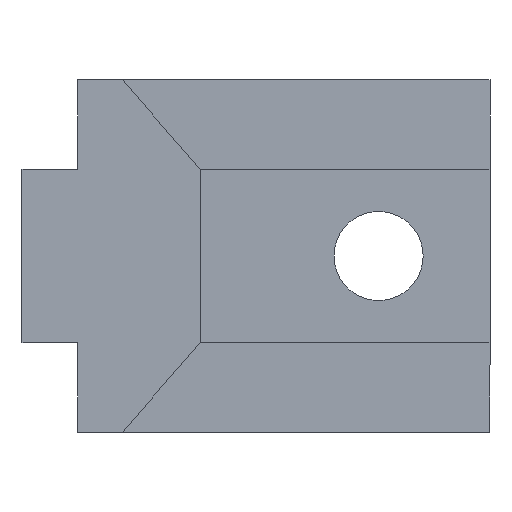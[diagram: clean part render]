
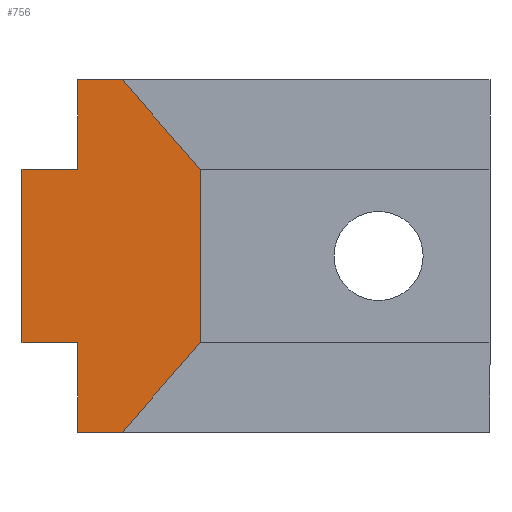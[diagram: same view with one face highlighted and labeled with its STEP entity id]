
A CAD part, left-side view. The second image highlights one B-rep face of the part: STEP entity #756.
In plain terms, the highlighted planar face has unit normal (-1, 0, 0).
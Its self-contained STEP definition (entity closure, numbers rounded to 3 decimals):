
#24 = CARTESIAN_POINT ( 'NONE',  ( 0., 1.5, -7.9 ) ) ;
#39 = LINE ( 'NONE', #310, #335 ) ;
#53 = DIRECTION ( 'NONE',  ( 0., -0.659, 0.753 ) ) ;
#55 = PLANE ( 'NONE',  #783 ) ;
#60 = VERTEX_POINT ( 'NONE', #559 ) ;
#64 = VERTEX_POINT ( 'NONE', #24 ) ;
#66 = DIRECTION ( 'NONE',  ( 0., -1., 0. ) ) ;
#73 = LINE ( 'NONE', #84, #541 ) ;
#84 = CARTESIAN_POINT ( 'NONE',  ( 0., 0., 7.9 ) ) ;
#90 = CARTESIAN_POINT ( 'NONE',  ( 0., -4., 3.9 ) ) ;
#91 = EDGE_CURVE ( 'NONE', #143, #60, #233, .T. ) ;
#119 = VERTEX_POINT ( 'NONE', #574 ) ;
#132 = VERTEX_POINT ( 'NONE', #505 ) ;
#138 = DIRECTION ( 'NONE',  ( 1., 0., 0. ) ) ;
#141 = VECTOR ( 'NONE', #839, 1000. ) ;
#143 = VERTEX_POINT ( 'NONE', #90 ) ;
#160 = VERTEX_POINT ( 'NONE', #707 ) ;
#176 = EDGE_CURVE ( 'NONE', #160, #623, #73, .T. ) ;
#186 = DIRECTION ( 'NONE',  ( 0., 0., -1. ) ) ;
#198 = CARTESIAN_POINT ( 'NONE',  ( 0., 4., -3.9 ) ) ;
#199 = ORIENTED_EDGE ( 'NONE', *, *, #176, .F. ) ;
#213 = FACE_OUTER_BOUND ( 'NONE', #782, .T. ) ;
#227 = LINE ( 'NONE', #551, #141 ) ;
#233 = LINE ( 'NONE', #537, #868 ) ;
#249 = VECTOR ( 'NONE', #186, 1000. ) ;
#261 = LINE ( 'NONE', #415, #711 ) ;
#264 = VECTOR ( 'NONE', #378, 1000. ) ;
#273 = EDGE_CURVE ( 'NONE', #586, #64, #867, .T. ) ;
#275 = ORIENTED_EDGE ( 'NONE', *, *, #273, .T. ) ;
#276 = ORIENTED_EDGE ( 'NONE', *, *, #369, .F. ) ;
#310 = CARTESIAN_POINT ( 'NONE',  ( 0., 1.5, 0. ) ) ;
#313 = CARTESIAN_POINT ( 'NONE',  ( 0., -0.5, 7.9 ) ) ;
#316 = EDGE_CURVE ( 'NONE', #611, #160, #39, .T. ) ;
#335 = VECTOR ( 'NONE', #785, 1000. ) ;
#340 = LINE ( 'NONE', #396, #474 ) ;
#362 = DIRECTION ( 'NONE',  ( 0., -1., 0. ) ) ;
#369 = EDGE_CURVE ( 'NONE', #623, #143, #446, .T. ) ;
#378 = DIRECTION ( 'NONE',  ( 0., -0.659, -0.753 ) ) ;
#383 = CARTESIAN_POINT ( 'NONE',  ( 0., 1.5, 0. ) ) ;
#385 = LINE ( 'NONE', #431, #830 ) ;
#396 = CARTESIAN_POINT ( 'NONE',  ( 0., -4.198, -3.673 ) ) ;
#415 = CARTESIAN_POINT ( 'NONE',  ( 0., 0., -3.9 ) ) ;
#431 = CARTESIAN_POINT ( 'NONE',  ( 0., 0., 3.9 ) ) ;
#446 = LINE ( 'NONE', #852, #264 ) ;
#456 = EDGE_CURVE ( 'NONE', #132, #60, #340, .T. ) ;
#457 = ORIENTED_EDGE ( 'NONE', *, *, #713, .T. ) ;
#474 = VECTOR ( 'NONE', #53, 1000. ) ;
#499 = VERTEX_POINT ( 'NONE', #198 ) ;
#505 = CARTESIAN_POINT ( 'NONE',  ( 0., -0.5, -7.9 ) ) ;
#537 = CARTESIAN_POINT ( 'NONE',  ( 0., -4., 0. ) ) ;
#541 = VECTOR ( 'NONE', #362, 1000. ) ;
#551 = CARTESIAN_POINT ( 'NONE',  ( 0., 0., -7.9 ) ) ;
#559 = CARTESIAN_POINT ( 'NONE',  ( 0., -4., -3.9 ) ) ;
#560 = EDGE_CURVE ( 'NONE', #64, #132, #227, .T. ) ;
#571 = DIRECTION ( 'NONE',  ( 0., 1., 0. ) ) ;
#574 = CARTESIAN_POINT ( 'NONE',  ( 0., 4., 3.9 ) ) ;
#577 = CARTESIAN_POINT ( 'NONE',  ( 0., 1.5, 3.9 ) ) ;
#586 = VERTEX_POINT ( 'NONE', #833 ) ;
#592 = VECTOR ( 'NONE', #696, 1000. ) ;
#597 = ORIENTED_EDGE ( 'NONE', *, *, #792, .T. ) ;
#604 = DIRECTION ( 'NONE',  ( 0., 0., -1. ) ) ;
#611 = VERTEX_POINT ( 'NONE', #577 ) ;
#623 = VERTEX_POINT ( 'NONE', #313 ) ;
#676 = ORIENTED_EDGE ( 'NONE', *, *, #560, .T. ) ;
#687 = DIRECTION ( 'NONE',  ( 0., 0., -1. ) ) ;
#691 = LINE ( 'NONE', #884, #592 ) ;
#696 = DIRECTION ( 'NONE',  ( 0., 0., -1. ) ) ;
#707 = CARTESIAN_POINT ( 'NONE',  ( 0., 1.5, 7.9 ) ) ;
#711 = VECTOR ( 'NONE', #66, 1000. ) ;
#713 = EDGE_CURVE ( 'NONE', #611, #119, #385, .T. ) ;
#721 = ORIENTED_EDGE ( 'NONE', *, *, #316, .F. ) ;
#756 = ADVANCED_FACE ( 'NONE', ( #213 ), #55, .F. ) ;
#776 = ORIENTED_EDGE ( 'NONE', *, *, #456, .T. ) ;
#782 = EDGE_LOOP ( 'NONE', ( #721, #457, #597, #842, #275, #676, #776, #823, #276, #199 ) ) ;
#783 = AXIS2_PLACEMENT_3D ( 'NONE', #878, #138, #604 ) ;
#785 = DIRECTION ( 'NONE',  ( 0., 0., 1. ) ) ;
#792 = EDGE_CURVE ( 'NONE', #119, #499, #691, .T. ) ;
#801 = EDGE_CURVE ( 'NONE', #499, #586, #261, .T. ) ;
#823 = ORIENTED_EDGE ( 'NONE', *, *, #91, .F. ) ;
#830 = VECTOR ( 'NONE', #571, 1000. ) ;
#833 = CARTESIAN_POINT ( 'NONE',  ( 0., 1.5, -3.9 ) ) ;
#839 = DIRECTION ( 'NONE',  ( 0., -1., 0. ) ) ;
#842 = ORIENTED_EDGE ( 'NONE', *, *, #801, .T. ) ;
#852 = CARTESIAN_POINT ( 'NONE',  ( 0., -4.198, 3.673 ) ) ;
#867 = LINE ( 'NONE', #383, #249 ) ;
#868 = VECTOR ( 'NONE', #687, 1000. ) ;
#878 = CARTESIAN_POINT ( 'NONE',  ( 0., 0., 0. ) ) ;
#884 = CARTESIAN_POINT ( 'NONE',  ( 0., 4., 0. ) ) ;
